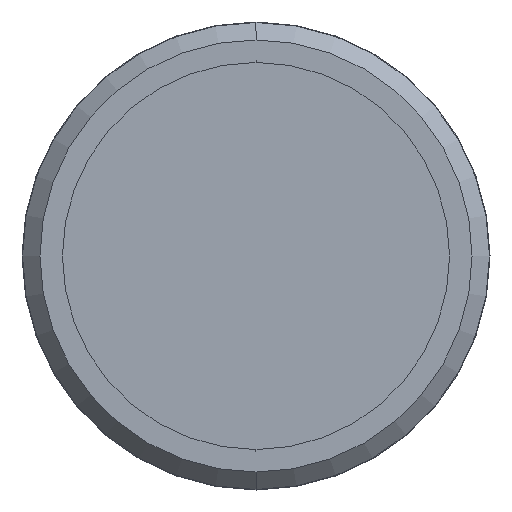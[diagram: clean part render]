
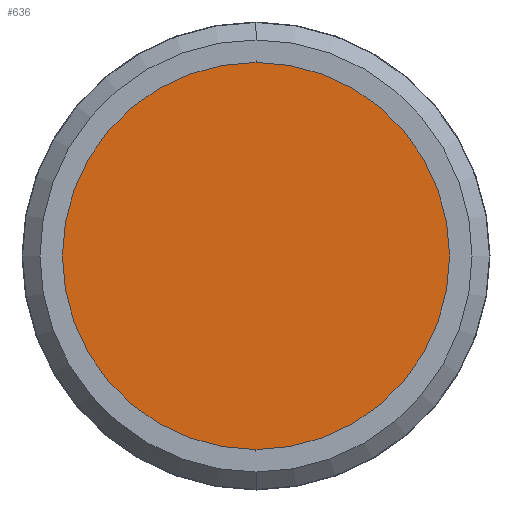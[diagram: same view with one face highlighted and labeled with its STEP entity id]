
A CAD part, front view. The second image highlights one B-rep face of the part: STEP entity #636.
In plain terms, the highlighted planar face has unit normal (0, -1, 0).
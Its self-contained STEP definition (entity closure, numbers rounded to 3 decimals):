
#636=ADVANCED_FACE('',(#1187),#1188,.T.);
#1187=FACE_OUTER_BOUND('',#1746,.T.);
#1188=PLANE('',#1747);
#1746=EDGE_LOOP('',(#3046,#3047));
#1747=AXIS2_PLACEMENT_3D('',#3048,#3049,#3050);
#3046=ORIENTED_EDGE('',*,*,#3527,.T.);
#3047=ORIENTED_EDGE('',*,*,#3545,.T.);
#3048=CARTESIAN_POINT('',(0.0,-0.01,6.204));
#3049=DIRECTION('',(0.0,-1.0,0.0));
#3050=DIRECTION('',(0.0,0.0,1.0));
#3527=EDGE_CURVE('',#4194,#4198,#4200,.T.);
#3545=EDGE_CURVE('',#4198,#4194,#4222,.T.);
#4194=VERTEX_POINT('',#5147);
#4198=VERTEX_POINT('',#5152);
#4200=CIRCLE('',#5155,12.408);
#4222=CIRCLE('',#5181,12.408);
#5147=CARTESIAN_POINT('',(0.0,-0.01,12.408));
#5152=CARTESIAN_POINT('',(0.,-0.01,-12.408));
#5155=AXIS2_PLACEMENT_3D('',#5807,#5808,#5809);
#5181=AXIS2_PLACEMENT_3D('',#5832,#5833,#5834);
#5807=CARTESIAN_POINT('',(0.0,-0.01,0.0));
#5808=DIRECTION('',(0.0,-1.0,0.0));
#5809=DIRECTION('',(0.0,0.0,1.0));
#5832=CARTESIAN_POINT('',(0.0,-0.01,0.0));
#5833=DIRECTION('',(0.0,-1.0,0.0));
#5834=DIRECTION('',(0.0,0.0,1.0));
